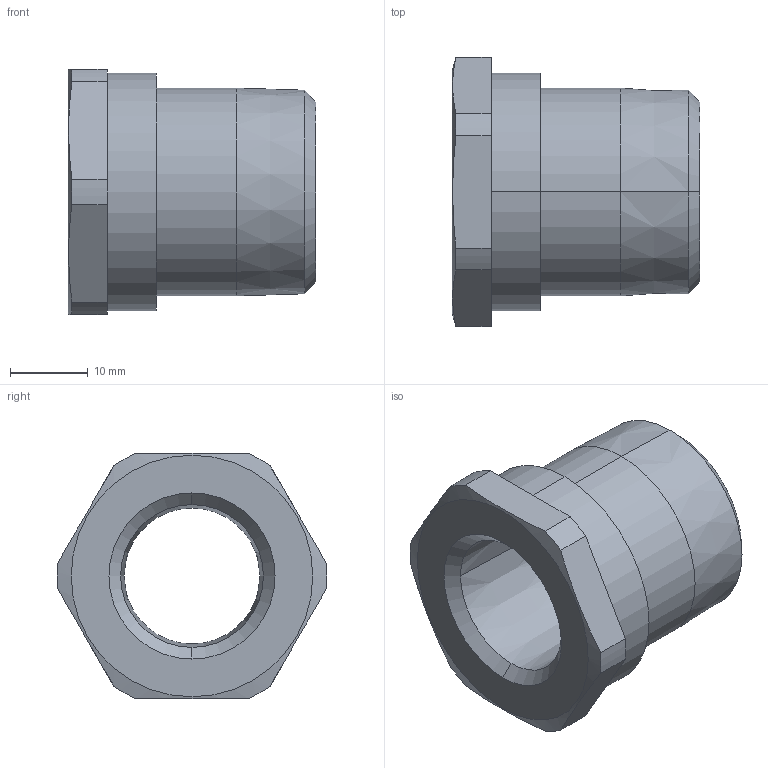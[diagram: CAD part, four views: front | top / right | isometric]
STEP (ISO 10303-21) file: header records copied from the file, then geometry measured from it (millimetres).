
FILE_DESCRIPTION (( 'STEP AP203' ), '1' );
FILE_NAME ('737DT2T1.STEP', '2016-09-28T07:51:44', ( '' ), ( '' ), 'SwSTEP 2.0', 'SolidWorks 2014', '' );
FILE_SCHEMA (( 'CONFIG_CONTROL_DESIGN' ));
Length unit declared in the file: millimetre
Products named in the file (1): 737DT2T1
Bounding box: 31.8 x 34.63 x 31.5 mm (x, y, z)
Volume: 12169.7 mm3; surface area: 5611.7 mm2
Topology: 1 solids, 1 shells, 34 faces, 82 edges, 52 vertices
Faces by surface type: cone 12, cylinder 12, plane 10
Entity records: 1097 total; most frequent: CARTESIAN_POINT 201, DIRECTION 182, ORIENTED_EDGE 164, EDGE_CURVE 82, AXIS2_PLACEMENT_3D 73, VERTEX_POINT 52, EDGE_LOOP 38, CIRCLE 38
